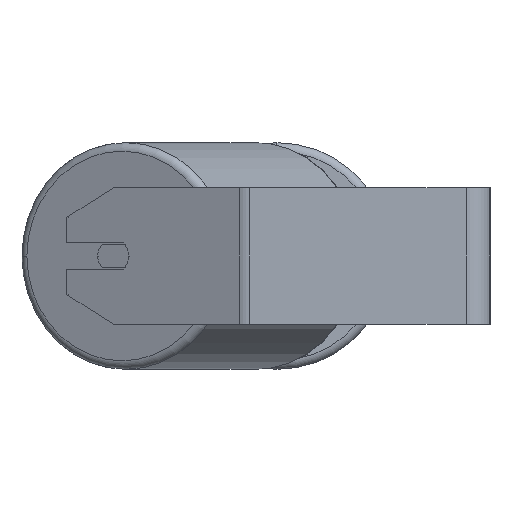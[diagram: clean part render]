
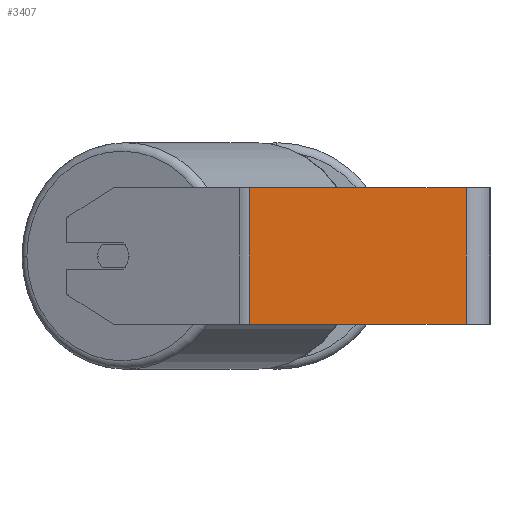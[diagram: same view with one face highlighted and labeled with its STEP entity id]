
A CAD part, left-side view. The second image highlights one B-rep face of the part: STEP entity #3407.
In plain terms, the highlighted planar face has unit normal (-1, 0, 0).
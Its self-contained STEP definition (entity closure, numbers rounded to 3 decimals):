
#6 = VECTOR ( 'NONE', #7906, 1000. ) ;
#128 = CARTESIAN_POINT ( 'NONE',  ( -350., 144.295, 40. ) ) ;
#152 = CARTESIAN_POINT ( 'NONE',  ( -350., 141.191, 40. ) ) ;
#568 = VERTEX_POINT ( 'NONE', #680 ) ;
#659 = ORIENTED_EDGE ( 'NONE', *, *, #5148, .F. ) ;
#680 = CARTESIAN_POINT ( 'NONE',  ( -350., 141.191, -40. ) ) ;
#862 = EDGE_LOOP ( 'NONE', ( #1567, #4647, #659, #2395 ) ) ;
#1097 = EDGE_CURVE ( 'NONE', #568, #7361, #5831, .T. ) ;
#1567 = ORIENTED_EDGE ( 'NONE', *, *, #1097, .T. ) ;
#1699 = DIRECTION ( 'NONE',  ( 0., 0., -1. ) ) ;
#1745 = LINE ( 'NONE', #8283, #6082 ) ;
#1893 = DIRECTION ( 'NONE',  ( 0., -1., 0. ) ) ;
#2395 = ORIENTED_EDGE ( 'NONE', *, *, #7617, .T. ) ;
#2551 = VECTOR ( 'NONE', #5962, 1000. ) ;
#3044 = CARTESIAN_POINT ( 'NONE',  ( -350., 144.295, 40. ) ) ;
#3407 = ADVANCED_FACE ( 'NONE', ( #8306 ), #4917, .F. ) ;
#4028 = CARTESIAN_POINT ( 'NONE',  ( -350., 141.191, 40. ) ) ;
#4156 = AXIS2_PLACEMENT_3D ( 'NONE', #3044, #4278, #7554 ) ;
#4278 = DIRECTION ( 'NONE',  ( 1., 0., 0. ) ) ;
#4362 = VERTEX_POINT ( 'NONE', #7823 ) ;
#4647 = ORIENTED_EDGE ( 'NONE', *, *, #6918, .F. ) ;
#4850 = VERTEX_POINT ( 'NONE', #4028 ) ;
#4917 = PLANE ( 'NONE',  #4156 ) ;
#5148 = EDGE_CURVE ( 'NONE', #4850, #4362, #6481, .T. ) ;
#5421 = CARTESIAN_POINT ( 'NONE',  ( -350., 14., -40. ) ) ;
#5831 = LINE ( 'NONE', #7821, #6 ) ;
#5962 = DIRECTION ( 'NONE',  ( 0., 0., -1. ) ) ;
#6082 = VECTOR ( 'NONE', #1699, 1000. ) ;
#6481 = LINE ( 'NONE', #128, #7293 ) ;
#6549 = LINE ( 'NONE', #152, #2551 ) ;
#6918 = EDGE_CURVE ( 'NONE', #4362, #7361, #1745, .T. ) ;
#7293 = VECTOR ( 'NONE', #1893, 1000. ) ;
#7361 = VERTEX_POINT ( 'NONE', #5421 ) ;
#7554 = DIRECTION ( 'NONE',  ( 0., 0., -1. ) ) ;
#7617 = EDGE_CURVE ( 'NONE', #4850, #568, #6549, .T. ) ;
#7821 = CARTESIAN_POINT ( 'NONE',  ( -350., 144.295, -40. ) ) ;
#7823 = CARTESIAN_POINT ( 'NONE',  ( -350., 14., 40. ) ) ;
#7906 = DIRECTION ( 'NONE',  ( 0., -1., 0. ) ) ;
#8283 = CARTESIAN_POINT ( 'NONE',  ( -350., 14., 40. ) ) ;
#8306 = FACE_OUTER_BOUND ( 'NONE', #862, .T. ) ;
